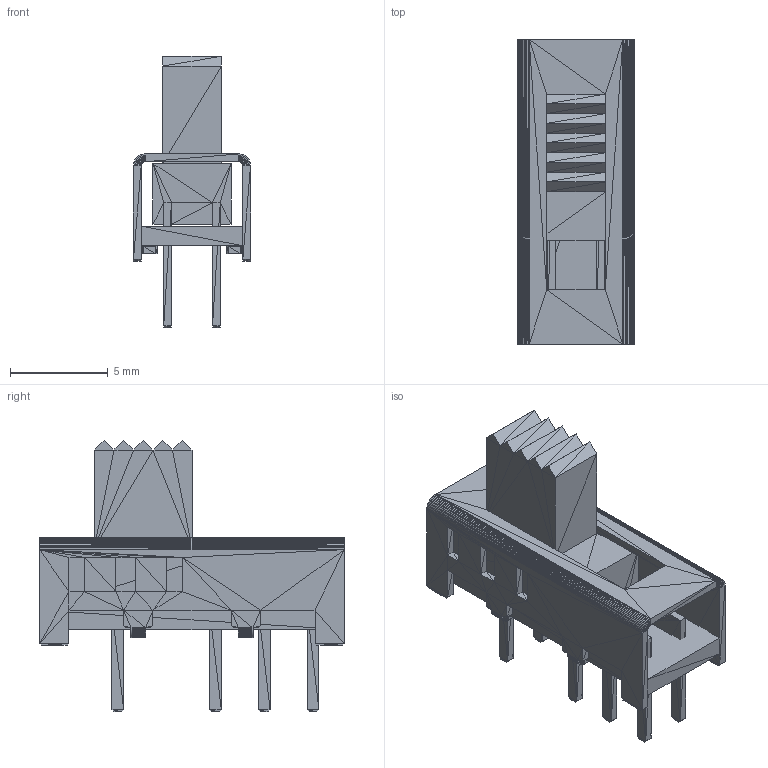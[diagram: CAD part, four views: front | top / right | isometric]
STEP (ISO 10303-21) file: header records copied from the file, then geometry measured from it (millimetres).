
FILE_DESCRIPTION(('FreeCAD Model'),'2;1');
FILE_NAME('switch_tayda_dp3t001.step', '2019-03-01T14:35:31',('kicad StepUp'),('ksu MCAD'), 'Open CASCADE STEP processor 7.2','FreeCAD','Unknown');
FILE_SCHEMA(('AUTOMOTIVE_DESIGN { 1 0 10303 214 1 1 1 1 }'));
Length unit declared in the file: millimetre
Products named in the file (1): switch_tayda_dp3t001
Bounding box: 6 x 15.6 x 13.9 mm (x, y, z)
Surface area: 1074 mm2 (no closed solid volume)
Topology: 0 solids, 4 shells, 1396 faces, 2114 edges, 698 vertices
Faces by surface type: plane 1396
Entity records: 27424 total; most frequent: DIRECTION 4908, ORIENTED_EDGE 4228, CARTESIAN_POINT 4209, EDGE_CURVE 2114, LINE 2114, VECTOR 2114, AXIS2_PLACEMENT_3D 1397, ADVANCED_FACE 1396
